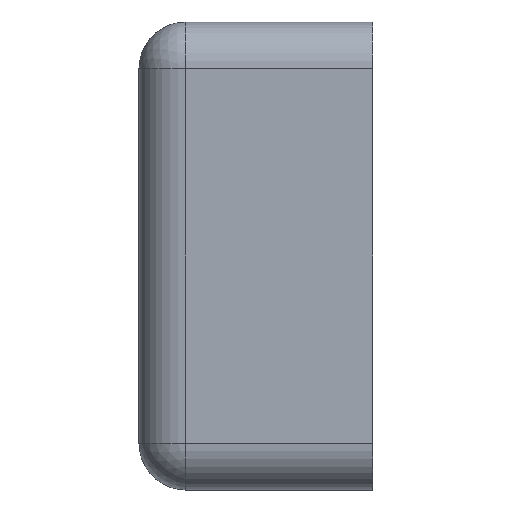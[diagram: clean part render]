
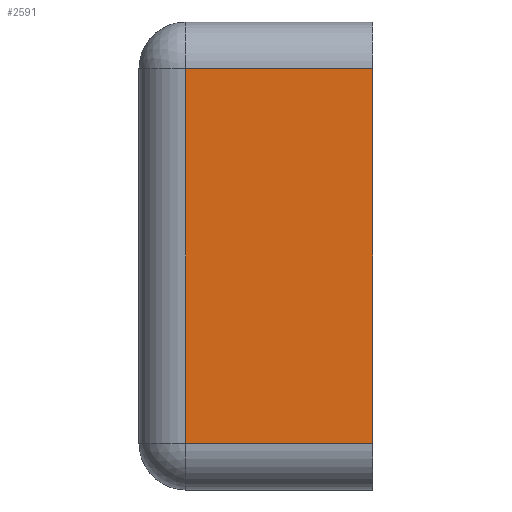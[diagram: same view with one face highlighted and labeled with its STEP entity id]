
A CAD part, left-side view. The second image highlights one B-rep face of the part: STEP entity #2591.
In plain terms, the highlighted planar face has unit normal (-1, 0, 0).
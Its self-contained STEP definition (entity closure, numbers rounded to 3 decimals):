
#2292=CARTESIAN_POINT('',(-60.0,12.0,3.0));
#2293=VERTEX_POINT('',#2292);
#2318=CARTESIAN_POINT('',(-60.0,0.0,3.0));
#2319=VERTEX_POINT('',#2318);
#2327=CARTESIAN_POINT('',(-60.0,0.0,3.0));
#2328=DIRECTION('',(0.0,1.0,0.0));
#2329=VECTOR('',#2328,12.0);
#2330=LINE('',#2327,#2329);
#2331=EDGE_CURVE('',#2319,#2293,#2330,.T.);
#2430=CARTESIAN_POINT('',(-60.0,12.0,27.0));
#2431=VERTEX_POINT('',#2430);
#2463=CARTESIAN_POINT('',(-60.0,0.0,27.0));
#2464=VERTEX_POINT('',#2463);
#2481=CARTESIAN_POINT('',(-60.0,12.0,27.0));
#2482=DIRECTION('',(0.0,-1.0,0.0));
#2483=VECTOR('',#2482,12.0);
#2484=LINE('',#2481,#2483);
#2485=EDGE_CURVE('',#2431,#2464,#2484,.T.);
#2515=CARTESIAN_POINT('',(-60.0,12.0,3.0));
#2516=DIRECTION('',(0.0,0.0,1.0));
#2517=VECTOR('',#2516,24.0);
#2518=LINE('',#2515,#2517);
#2519=EDGE_CURVE('',#2293,#2431,#2518,.T.);
#2575=CARTESIAN_POINT('',(-60.0,0.0,0.0));
#2576=DIRECTION('',(-1.0,0.0,0.0));
#2577=DIRECTION('',(0.0,0.0,1.0));
#2578=AXIS2_PLACEMENT_3D('',#2575,#2576,#2577);
#2579=PLANE('',#2578);
#2580=ORIENTED_EDGE('',*,*,#2331,.F.);
#2581=CARTESIAN_POINT('',(-60.0,0.0,3.0));
#2582=DIRECTION('',(0.0,0.0,1.0));
#2583=VECTOR('',#2582,24.0);
#2584=LINE('',#2581,#2583);
#2585=EDGE_CURVE('',#2319,#2464,#2584,.T.);
#2586=ORIENTED_EDGE('',*,*,#2585,.T.);
#2587=ORIENTED_EDGE('',*,*,#2485,.F.);
#2588=ORIENTED_EDGE('',*,*,#2519,.F.);
#2589=EDGE_LOOP('',(#2580,#2586,#2587,#2588));
#2590=FACE_OUTER_BOUND('',#2589,.T.);
#2591=ADVANCED_FACE('',(#2590),#2579,.T.);
